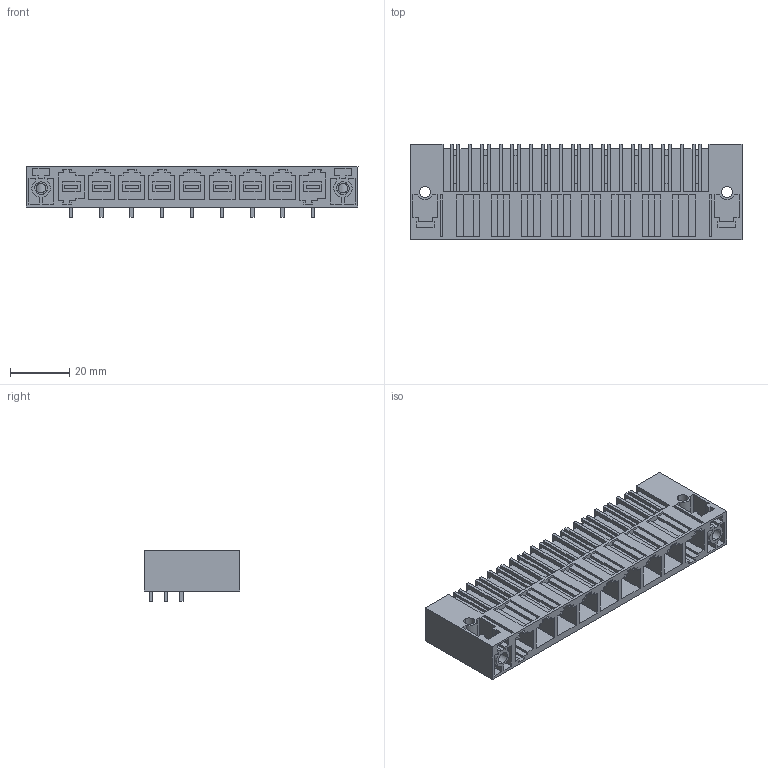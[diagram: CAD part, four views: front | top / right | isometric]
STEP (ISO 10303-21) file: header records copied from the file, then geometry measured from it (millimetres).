
FILE_DESCRIPTION(('CATIA V5 STEP Exchange','CAx-IF Rec.Pracs.--- Model Styling and Organization---1.2---2011-12-15'),'2;1');
FILE_NAME ('D1457529_0_1851110000_1851110000.stp','2018-03-07T10:11:03+00:00',('none'),('Weidmueller'),'CATIA Version 5-6 Release 2014','CATIA V5 STEP AP214','none');
FILE_SCHEMA(('AUTOMOTIVE_DESIGN { 1 0 10303 214 1 1 1 1 }'));
Length unit declared in the file: millimetre
Products named in the file (1): 1851110000
Bounding box: 111.76 x 32 x 17.1 mm (x, y, z)
Volume: 28301 mm3; surface area: 30784.7 mm2
Topology: 12 solids, 12 shells, 1133 faces, 3376 edges, 2300 vertices
Faces by surface type: plane 1075, cylinder 58
Entity records: 35714 total; most frequent: ORIENTED_EDGE 6752, CARTESIAN_POINT 6472, DIRECTION 4451, EDGE_CURVE 3376, VECTOR 3228, LINE 3228, VERTEX_POINT 2300, EDGE_LOOP 1212
